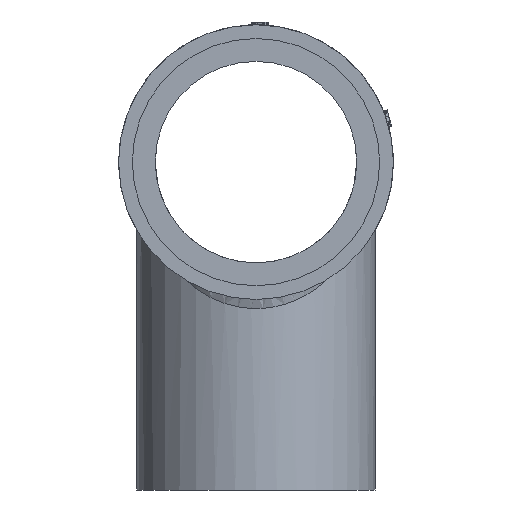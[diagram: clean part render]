
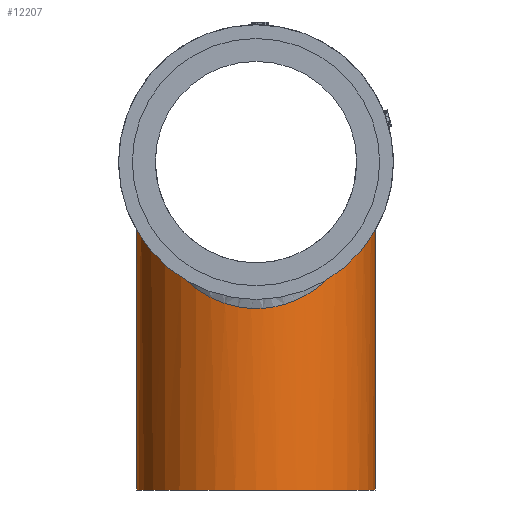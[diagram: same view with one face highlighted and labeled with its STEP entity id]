
A CAD part, left-side view. The second image highlights one B-rep face of the part: STEP entity #12207.
In plain terms, the highlighted cylindrical face has radius 13 mm (diameter 26 mm), a full revolution.
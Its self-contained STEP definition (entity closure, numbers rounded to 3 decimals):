
#108=CIRCLE('',#12713,13.);
#618=LINE('',#26054,#1358);
#1358=VECTOR('',#13474,13.);
#1737=CYLINDRICAL_SURFACE('',#12725,13.);
#2080=FACE_OUTER_BOUND('',#2776,.T.);
#2776=EDGE_LOOP('',(#9426,#9427,#9428,#9429,#9430,#9431));
#3137=ELLIPSE('',#12692,20.616,13.);
#3138=ELLIPSE('',#12693,20.616,13.);
#3141=ELLIPSE('',#12696,20.616,13.);
#4898=VERTEX_POINT('',#25005);
#4899=VERTEX_POINT('',#25006);
#4900=VERTEX_POINT('',#25008);
#4910=VERTEX_POINT('',#25095);
#6502=EDGE_CURVE('',#4898,#4899,#3137,.T.);
#6503=EDGE_CURVE('',#4899,#4900,#3138,.T.);
#6506=EDGE_CURVE('',#4900,#4898,#3141,.T.);
#6520=EDGE_CURVE('',#4910,#4910,#108,.T.);
#6542=EDGE_CURVE('',#4910,#4899,#618,.T.);
#9426=ORIENTED_EDGE('',*,*,#6520,.T.);
#9427=ORIENTED_EDGE('',*,*,#6542,.T.);
#9428=ORIENTED_EDGE('',*,*,#6502,.F.);
#9429=ORIENTED_EDGE('',*,*,#6506,.F.);
#9430=ORIENTED_EDGE('',*,*,#6503,.F.);
#9431=ORIENTED_EDGE('',*,*,#6542,.F.);
#12207=ADVANCED_FACE('',(#2080),#1737,.T.);
#12692=AXIS2_PLACEMENT_3D('',#25007,#13400,#13401);
#12693=AXIS2_PLACEMENT_3D('',#25009,#13402,#13403);
#12696=AXIS2_PLACEMENT_3D('',#25068,#13408,#13409);
#12713=AXIS2_PLACEMENT_3D('',#25096,#13444,#13445);
#12725=AXIS2_PLACEMENT_3D('',#26053,#13472,#13473);
#13400=DIRECTION('center_axis',(0.776,0.,0.631));
#13401=DIRECTION('ref_axis',(0.631,0.,-0.776));
#13402=DIRECTION('center_axis',(0.776,0.,0.631));
#13403=DIRECTION('ref_axis',(0.631,0.,-0.776));
#13408=DIRECTION('center_axis',(-0.776,0.,0.631));
#13409=DIRECTION('ref_axis',(-0.631,0.,-0.776));
#13444=DIRECTION('center_axis',(0.,0.,1.));
#13445=DIRECTION('ref_axis',(1.,0.,0.));
#13472=DIRECTION('center_axis',(0.,0.,-1.));
#13473=DIRECTION('ref_axis',(-1.,0.,0.));
#13474=DIRECTION('',(0.,0.,1.));
#25005=CARTESIAN_POINT('',(0.,-65.756,49.8));
#25006=CARTESIAN_POINT('',(13.,-52.756,33.8));
#25007=CARTESIAN_POINT('Origin',(0.,-52.756,49.8));
#25008=CARTESIAN_POINT('',(0.,-39.756,49.8));
#25009=CARTESIAN_POINT('Origin',(0.,-52.756,49.8));
#25068=CARTESIAN_POINT('Origin',(0.,-52.756,49.8));
#25095=CARTESIAN_POINT('',(13.,-52.756,14.));
#25096=CARTESIAN_POINT('Origin',(0.,-52.756,14.));
#26053=CARTESIAN_POINT('Origin',(0.,-52.756,49.8));
#26054=CARTESIAN_POINT('',(13.,-52.756,49.8));
